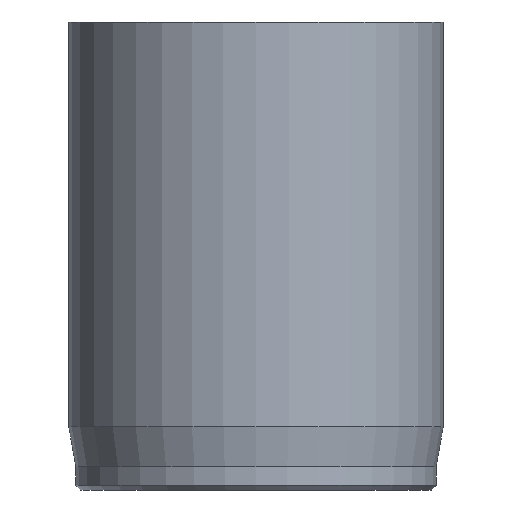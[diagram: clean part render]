
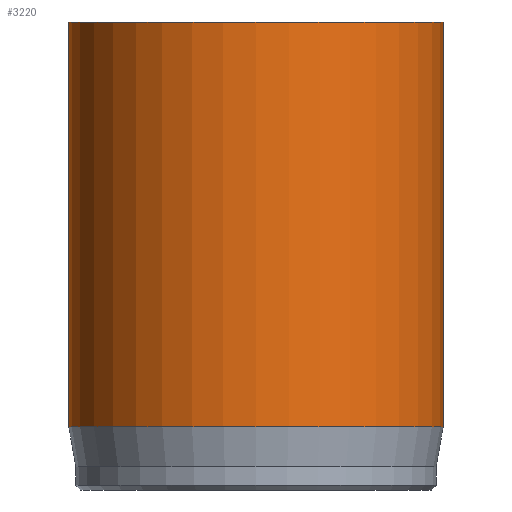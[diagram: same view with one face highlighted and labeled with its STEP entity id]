
A CAD part, front view. The second image highlights one B-rep face of the part: STEP entity #3220.
In plain terms, the highlighted cylindrical face has radius 8 mm (diameter 16 mm), a full revolution.
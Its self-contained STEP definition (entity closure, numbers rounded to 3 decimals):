
#31=CYLINDRICAL_SURFACE('',#3370,8.);
#45=CIRCLE('',#3347,8.);
#57=CIRCLE('',#3368,8.);
#58=CIRCLE('',#3369,8.);
#305=FACE_OUTER_BOUND('',#492,.T.);
#492=EDGE_LOOP('',(#2863,#2864,#2865,#2866,#2867));
#738=LINE('',#6017,#990);
#990=VECTOR('',#3782,8.);
#1487=VERTEX_POINT('',#5972);
#1499=VERTEX_POINT('',#6011);
#1500=VERTEX_POINT('',#6012);
#1941=EDGE_CURVE('',#1487,#1487,#45,.T.);
#1959=EDGE_CURVE('',#1499,#1500,#57,.T.);
#1960=EDGE_CURVE('',#1500,#1499,#58,.T.);
#1962=EDGE_CURVE('',#1487,#1499,#738,.T.);
#2863=ORIENTED_EDGE('',*,*,#1941,.T.);
#2864=ORIENTED_EDGE('',*,*,#1962,.T.);
#2865=ORIENTED_EDGE('',*,*,#1959,.T.);
#2866=ORIENTED_EDGE('',*,*,#1960,.T.);
#2867=ORIENTED_EDGE('',*,*,#1962,.F.);
#3220=ADVANCED_FACE('',(#305),#31,.T.);
#3347=AXIS2_PLACEMENT_3D('',#5973,#3727,#3728);
#3368=AXIS2_PLACEMENT_3D('',#6013,#3775,#3776);
#3369=AXIS2_PLACEMENT_3D('',#6014,#3777,#3778);
#3370=AXIS2_PLACEMENT_3D('',#6016,#3780,#3781);
#3727=DIRECTION('center_axis',(0.,0.,-1.));
#3728=DIRECTION('ref_axis',(-1.,0.,0.));
#3775=DIRECTION('center_axis',(0.,0.,1.));
#3776=DIRECTION('ref_axis',(-1.,0.,0.));
#3777=DIRECTION('center_axis',(0.,0.,1.));
#3778=DIRECTION('ref_axis',(-1.,0.,0.));
#3780=DIRECTION('center_axis',(0.,0.,1.));
#3781=DIRECTION('ref_axis',(-1.,0.,0.));
#3782=DIRECTION('',(0.,0.,-1.));
#5972=CARTESIAN_POINT('',(8.,0.,20.));
#5973=CARTESIAN_POINT('Origin',(0.,0.,20.));
#6011=CARTESIAN_POINT('',(8.,0.,2.701));
#6012=CARTESIAN_POINT('',(-8.,0.,2.701));
#6013=CARTESIAN_POINT('Origin',(0.,0.,2.701));
#6014=CARTESIAN_POINT('Origin',(0.,0.,2.701));
#6016=CARTESIAN_POINT('Origin',(0.,0.,0.));
#6017=CARTESIAN_POINT('',(8.,0.,0.));
